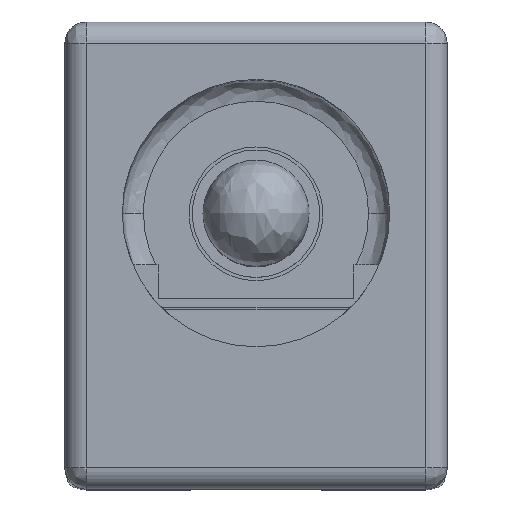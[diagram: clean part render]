
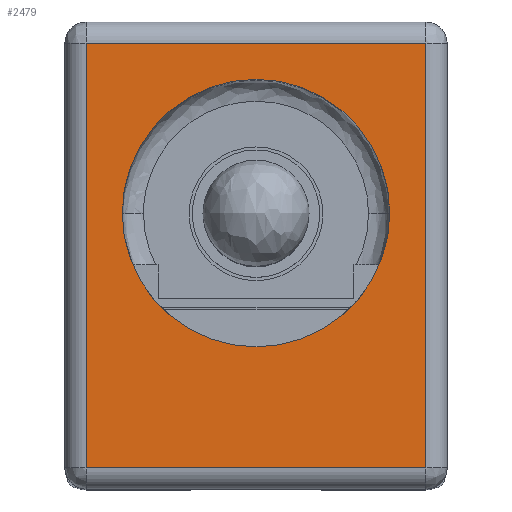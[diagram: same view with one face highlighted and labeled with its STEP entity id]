
A CAD part, top view. The second image highlights one B-rep face of the part: STEP entity #2479.
In plain terms, the highlighted planar face has unit normal (0, 0, 1).
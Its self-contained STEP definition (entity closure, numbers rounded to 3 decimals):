
#6 = LINE ( 'NONE', #8848, #6591 ) ;
#97 = AXIS2_PLACEMENT_3D ( 'NONE', #3969, #2808, #4867 ) ;
#335 = LINE ( 'NONE', #4616, #7800 ) ;
#523 = EDGE_CURVE ( 'NONE', #8161, #4781, #7094, .T. ) ;
#966 = ORIENTED_EDGE ( 'NONE', *, *, #523, .T. ) ;
#1132 = VERTEX_POINT ( 'NONE', #6494 ) ;
#1150 = CARTESIAN_POINT ( 'NONE',  ( 0., 0., 0. ) ) ;
#1476 = CARTESIAN_POINT ( 'NONE',  ( 3.15, 0., 0. ) ) ;
#1776 = DIRECTION ( 'NONE',  ( -1., 0., 0. ) ) ;
#1832 = PLANE ( 'NONE',  #97 ) ;
#1843 = CARTESIAN_POINT ( 'NONE',  ( 4., 4., 0. ) ) ;
#1848 = VECTOR ( 'NONE', #1776, 1000. ) ;
#1953 = DIRECTION ( 'NONE',  ( 0., 1., 0. ) ) ;
#2178 = EDGE_LOOP ( 'NONE', ( #966, #7464 ) ) ;
#2479 = ADVANCED_FACE ( 'NONE', ( #7957, #4874 ), #1832, .F. ) ;
#2484 = DIRECTION ( 'NONE',  ( 0., -1., 0. ) ) ;
#2784 = CARTESIAN_POINT ( 'NONE',  ( -4., -6., 0. ) ) ;
#2808 = DIRECTION ( 'NONE',  ( 0., 0., -1. ) ) ;
#2997 = VERTEX_POINT ( 'NONE', #5424 ) ;
#3194 = DIRECTION ( 'NONE',  ( 1., 0., 0. ) ) ;
#3542 = ORIENTED_EDGE ( 'NONE', *, *, #4117, .F. ) ;
#3554 = DIRECTION ( 'NONE',  ( -1., 0., 0. ) ) ;
#3969 = CARTESIAN_POINT ( 'NONE',  ( -4.5, -6., 0. ) ) ;
#4034 = ORIENTED_EDGE ( 'NONE', *, *, #6675, .F. ) ;
#4117 = EDGE_CURVE ( 'NONE', #6622, #2997, #6, .T. ) ;
#4138 = EDGE_CURVE ( 'NONE', #1132, #6622, #335, .T. ) ;
#4409 = ORIENTED_EDGE ( 'NONE', *, *, #7259, .F. ) ;
#4616 = CARTESIAN_POINT ( 'NONE',  ( -4.5, 4., 0. ) ) ;
#4734 = LINE ( 'NONE', #2784, #7119 ) ;
#4781 = VERTEX_POINT ( 'NONE', #1476 ) ;
#4867 = DIRECTION ( 'NONE',  ( -1., 0., 0. ) ) ;
#4874 = FACE_BOUND ( 'NONE', #2178, .T. ) ;
#4980 = CARTESIAN_POINT ( 'NONE',  ( -4., -6., 0. ) ) ;
#5424 = CARTESIAN_POINT ( 'NONE',  ( 4., -6., 0. ) ) ;
#6054 = DIRECTION ( 'NONE',  ( 0., 0., -1. ) ) ;
#6451 = LINE ( 'NONE', #7439, #1848 ) ;
#6494 = CARTESIAN_POINT ( 'NONE',  ( -4., 4., 0. ) ) ;
#6518 = DIRECTION ( 'NONE',  ( 0., 0., -1. ) ) ;
#6557 = EDGE_LOOP ( 'NONE', ( #7014, #4034, #4409, #3542 ) ) ;
#6591 = VECTOR ( 'NONE', #2484, 1000. ) ;
#6622 = VERTEX_POINT ( 'NONE', #1843 ) ;
#6641 = CARTESIAN_POINT ( 'NONE',  ( -3.15, 0., 0. ) ) ;
#6675 = EDGE_CURVE ( 'NONE', #8742, #1132, #4734, .T. ) ;
#7014 = ORIENTED_EDGE ( 'NONE', *, *, #4138, .F. ) ;
#7094 = CIRCLE ( 'NONE', #8581, 3.15 ) ;
#7119 = VECTOR ( 'NONE', #1953, 1000. ) ;
#7256 = CARTESIAN_POINT ( 'NONE',  ( 0., 0., 0. ) ) ;
#7259 = EDGE_CURVE ( 'NONE', #2997, #8742, #6451, .T. ) ;
#7439 = CARTESIAN_POINT ( 'NONE',  ( -4.5, -6., 0. ) ) ;
#7464 = ORIENTED_EDGE ( 'NONE', *, *, #8452, .T. ) ;
#7497 = CIRCLE ( 'NONE', #8683, 3.15 ) ;
#7800 = VECTOR ( 'NONE', #3194, 1000. ) ;
#7957 = FACE_OUTER_BOUND ( 'NONE', #6557, .T. ) ;
#8010 = DIRECTION ( 'NONE',  ( -1., 0., 0. ) ) ;
#8161 = VERTEX_POINT ( 'NONE', #6641 ) ;
#8452 = EDGE_CURVE ( 'NONE', #4781, #8161, #7497, .T. ) ;
#8581 = AXIS2_PLACEMENT_3D ( 'NONE', #7256, #6518, #8010 ) ;
#8683 = AXIS2_PLACEMENT_3D ( 'NONE', #1150, #6054, #3554 ) ;
#8742 = VERTEX_POINT ( 'NONE', #4980 ) ;
#8848 = CARTESIAN_POINT ( 'NONE',  ( 4., -6., 0. ) ) ;
